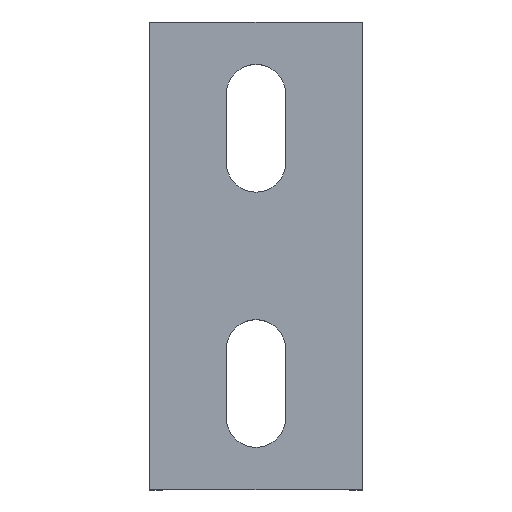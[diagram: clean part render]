
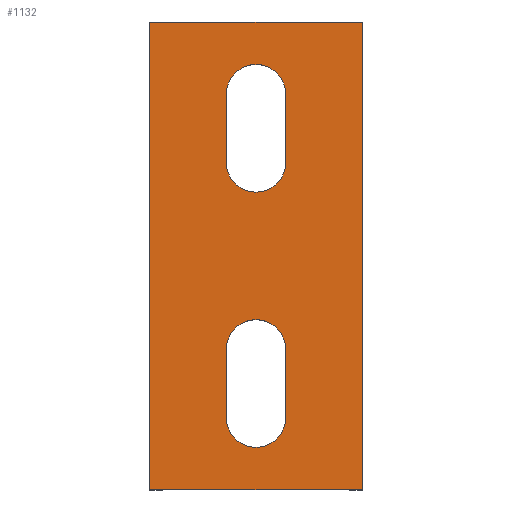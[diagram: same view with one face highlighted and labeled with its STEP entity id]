
A CAD part, top view. The second image highlights one B-rep face of the part: STEP entity #1132.
In plain terms, the highlighted planar face has unit normal (0, 0, 1).
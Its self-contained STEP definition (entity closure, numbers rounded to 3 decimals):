
#14 = DIRECTION ( 'NONE',  ( 1., 0., 0. ) ) ;
#36 = FACE_BOUND ( 'NONE', #1267, .T. ) ;
#56 = CARTESIAN_POINT ( 'NONE',  ( 3.5, 38.5, 0. ) ) ;
#106 = CARTESIAN_POINT ( 'NONE',  ( -3.5, 38.5, 0. ) ) ;
#122 = AXIS2_PLACEMENT_3D ( 'NONE', #195, #919, #811 ) ;
#123 = DIRECTION ( 'NONE',  ( 0., 1., 0. ) ) ;
#141 = LINE ( 'NONE', #1221, #1048 ) ;
#146 = VERTEX_POINT ( 'NONE', #1288 ) ;
#147 = ORIENTED_EDGE ( 'NONE', *, *, #486, .F. ) ;
#163 = VERTEX_POINT ( 'NONE', #984 ) ;
#168 = CARTESIAN_POINT ( 'NONE',  ( -12.5, 55., 0. ) ) ;
#172 = CIRCLE ( 'NONE', #1158, 3.5 ) ;
#175 = VECTOR ( 'NONE', #123, 1000. ) ;
#178 = ORIENTED_EDGE ( 'NONE', *, *, #280, .T. ) ;
#195 = CARTESIAN_POINT ( 'NONE',  ( 10.5, 55., 0. ) ) ;
#196 = VERTEX_POINT ( 'NONE', #884 ) ;
#216 = DIRECTION ( 'NONE',  ( 0., -1., 0. ) ) ;
#240 = LINE ( 'NONE', #106, #654 ) ;
#257 = VERTEX_POINT ( 'NONE', #332 ) ;
#278 = VERTEX_POINT ( 'NONE', #636 ) ;
#280 = EDGE_CURVE ( 'NONE', #489, #540, #452, .T. ) ;
#286 = DIRECTION ( 'NONE',  ( 1., 0., 0. ) ) ;
#287 = EDGE_CURVE ( 'NONE', #540, #1285, #1014, .T. ) ;
#311 = ORIENTED_EDGE ( 'NONE', *, *, #358, .F. ) ;
#332 = CARTESIAN_POINT ( 'NONE',  ( -3.5, 46.5, 0. ) ) ;
#333 = AXIS2_PLACEMENT_3D ( 'NONE', #419, #518, #1266 ) ;
#347 = ORIENTED_EDGE ( 'NONE', *, *, #1174, .F. ) ;
#356 = CIRCLE ( 'NONE', #755, 3.5 ) ;
#358 = EDGE_CURVE ( 'NONE', #196, #1049, #975, .T. ) ;
#365 = ORIENTED_EDGE ( 'NONE', *, *, #376, .F. ) ;
#376 = EDGE_CURVE ( 'NONE', #489, #146, #566, .T. ) ;
#379 = EDGE_LOOP ( 'NONE', ( #178, #948, #1099, #365 ) ) ;
#396 = CARTESIAN_POINT ( 'NONE',  ( 0., 8.5, 0. ) ) ;
#419 = CARTESIAN_POINT ( 'NONE',  ( 0., 16.5, 0. ) ) ;
#432 = CARTESIAN_POINT ( 'NONE',  ( 0., 46.5, 0. ) ) ;
#452 = LINE ( 'NONE', #1063, #1108 ) ;
#463 = EDGE_CURVE ( 'NONE', #278, #1003, #637, .T. ) ;
#486 = EDGE_CURVE ( 'NONE', #1049, #1265, #356, .T. ) ;
#489 = VERTEX_POINT ( 'NONE', #604 ) ;
#494 = DIRECTION ( 'NONE',  ( 1., 0., 0. ) ) ;
#518 = DIRECTION ( 'NONE',  ( 0., 0., 1. ) ) ;
#534 = CARTESIAN_POINT ( 'NONE',  ( 3.5, 38.5, 0. ) ) ;
#540 = VERTEX_POINT ( 'NONE', #1231 ) ;
#552 = ORIENTED_EDGE ( 'NONE', *, *, #557, .F. ) ;
#557 = EDGE_CURVE ( 'NONE', #1265, #163, #141, .T. ) ;
#566 = LINE ( 'NONE', #168, #175 ) ;
#583 = VECTOR ( 'NONE', #973, 1000. ) ;
#593 = CARTESIAN_POINT ( 'NONE',  ( 0., 38.5, 0. ) ) ;
#604 = CARTESIAN_POINT ( 'NONE',  ( -12.5, 0., 0. ) ) ;
#623 = DIRECTION ( 'NONE',  ( 1., 0., 0. ) ) ;
#636 = CARTESIAN_POINT ( 'NONE',  ( -3.5, 38.5, 0. ) ) ;
#637 = CIRCLE ( 'NONE', #853, 3.5 ) ;
#654 = VECTOR ( 'NONE', #216, 1000. ) ;
#682 = EDGE_CURVE ( 'NONE', #146, #1285, #717, .T. ) ;
#692 = EDGE_CURVE ( 'NONE', #257, #278, #240, .T. ) ;
#717 = LINE ( 'NONE', #813, #1211 ) ;
#744 = DIRECTION ( 'NONE',  ( 0., 1., 0. ) ) ;
#755 = AXIS2_PLACEMENT_3D ( 'NONE', #396, #1124, #286 ) ;
#796 = DIRECTION ( 'NONE',  ( 0., 1., 0. ) ) ;
#811 = DIRECTION ( 'NONE',  ( -1., 0., 0. ) ) ;
#813 = CARTESIAN_POINT ( 'NONE',  ( 10.5, 55., 0. ) ) ;
#840 = DIRECTION ( 'NONE',  ( 1., 0., 0. ) ) ;
#845 = DIRECTION ( 'NONE',  ( 0., 0., 1. ) ) ;
#853 = AXIS2_PLACEMENT_3D ( 'NONE', #593, #1114, #494 ) ;
#884 = CARTESIAN_POINT ( 'NONE',  ( -3.5, 16.5, 0. ) ) ;
#914 = VERTEX_POINT ( 'NONE', #1217 ) ;
#919 = DIRECTION ( 'NONE',  ( 0., 0., -1. ) ) ;
#939 = LINE ( 'NONE', #534, #1026 ) ;
#948 = ORIENTED_EDGE ( 'NONE', *, *, #287, .T. ) ;
#965 = ORIENTED_EDGE ( 'NONE', *, *, #463, .F. ) ;
#973 = DIRECTION ( 'NONE',  ( 0., 1., 0. ) ) ;
#975 = LINE ( 'NONE', #991, #1178 ) ;
#984 = CARTESIAN_POINT ( 'NONE',  ( 3.5, 16.5, 0. ) ) ;
#991 = CARTESIAN_POINT ( 'NONE',  ( -3.5, 8.5, 0. ) ) ;
#992 = CARTESIAN_POINT ( 'NONE',  ( 12.5, 55., 0. ) ) ;
#1003 = VERTEX_POINT ( 'NONE', #56 ) ;
#1014 = LINE ( 'NONE', #992, #583 ) ;
#1018 = CARTESIAN_POINT ( 'NONE',  ( -3.5, 8.5, 0. ) ) ;
#1026 = VECTOR ( 'NONE', #744, 1000. ) ;
#1048 = VECTOR ( 'NONE', #796, 1000. ) ;
#1049 = VERTEX_POINT ( 'NONE', #1018 ) ;
#1061 = CIRCLE ( 'NONE', #333, 3.5 ) ;
#1063 = CARTESIAN_POINT ( 'NONE',  ( 10.5, 0., 0. ) ) ;
#1066 = ORIENTED_EDGE ( 'NONE', *, *, #1301, .F. ) ;
#1079 = CARTESIAN_POINT ( 'NONE',  ( 12.5, 55., 0. ) ) ;
#1099 = ORIENTED_EDGE ( 'NONE', *, *, #682, .F. ) ;
#1108 = VECTOR ( 'NONE', #623, 1000. ) ;
#1114 = DIRECTION ( 'NONE',  ( 0., 0., 1. ) ) ;
#1122 = FACE_OUTER_BOUND ( 'NONE', #379, .T. ) ;
#1124 = DIRECTION ( 'NONE',  ( 0., 0., 1. ) ) ;
#1132 = ADVANCED_FACE ( 'NONE', ( #1356, #36, #1122 ), #1241, .F. ) ;
#1158 = AXIS2_PLACEMENT_3D ( 'NONE', #432, #845, #14 ) ;
#1174 = EDGE_CURVE ( 'NONE', #163, #196, #1061, .T. ) ;
#1178 = VECTOR ( 'NONE', #1315, 1000. ) ;
#1180 = ORIENTED_EDGE ( 'NONE', *, *, #692, .F. ) ;
#1181 = ORIENTED_EDGE ( 'NONE', *, *, #1319, .F. ) ;
#1203 = EDGE_LOOP ( 'NONE', ( #1181, #965, #1180, #1066 ) ) ;
#1211 = VECTOR ( 'NONE', #840, 1000. ) ;
#1217 = CARTESIAN_POINT ( 'NONE',  ( 3.5, 46.5, 0. ) ) ;
#1221 = CARTESIAN_POINT ( 'NONE',  ( 3.5, 8.5, 0. ) ) ;
#1231 = CARTESIAN_POINT ( 'NONE',  ( 12.5, 0., 0. ) ) ;
#1241 = PLANE ( 'NONE',  #122 ) ;
#1265 = VERTEX_POINT ( 'NONE', #1357 ) ;
#1266 = DIRECTION ( 'NONE',  ( 1., 0., 0. ) ) ;
#1267 = EDGE_LOOP ( 'NONE', ( #552, #147, #311, #347 ) ) ;
#1285 = VERTEX_POINT ( 'NONE', #1079 ) ;
#1288 = CARTESIAN_POINT ( 'NONE',  ( -12.5, 55., 0. ) ) ;
#1301 = EDGE_CURVE ( 'NONE', #914, #257, #172, .T. ) ;
#1315 = DIRECTION ( 'NONE',  ( 0., -1., 0. ) ) ;
#1319 = EDGE_CURVE ( 'NONE', #1003, #914, #939, .T. ) ;
#1356 = FACE_BOUND ( 'NONE', #1203, .T. ) ;
#1357 = CARTESIAN_POINT ( 'NONE',  ( 3.5, 8.5, 0. ) ) ;
